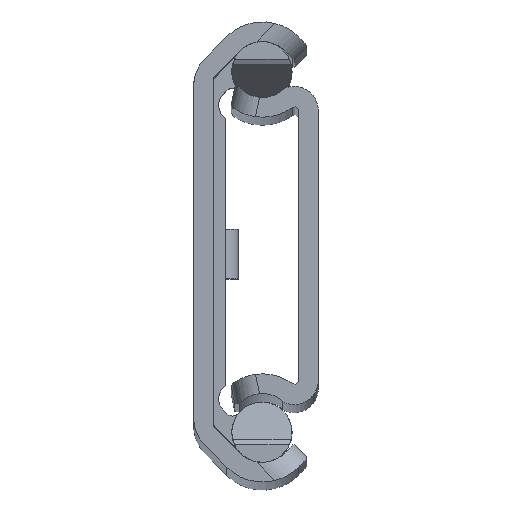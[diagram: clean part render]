
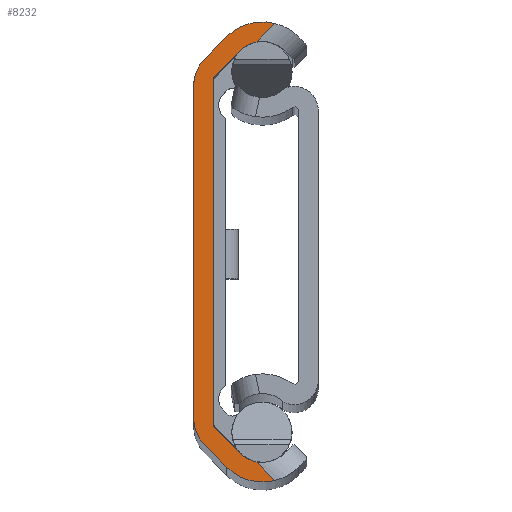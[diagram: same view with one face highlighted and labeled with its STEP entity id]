
A CAD part, top view. The second image highlights one B-rep face of the part: STEP entity #8232.
In plain terms, the highlighted planar face has unit normal (0, 0, 1).
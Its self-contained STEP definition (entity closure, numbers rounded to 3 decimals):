
#139 = DIRECTION ( 'NONE',  ( 0., 0., 1. ) ) ;
#230 = CARTESIAN_POINT ( 'NONE',  ( 3.75, -13.67, 0. ) ) ;
#234 = LINE ( 'NONE', #9920, #7785 ) ;
#378 = LINE ( 'NONE', #9370, #9693 ) ;
#409 = CARTESIAN_POINT ( 'NONE',  ( -0.621, -14.786, 0. ) ) ;
#422 = EDGE_CURVE ( 'NONE', #4301, #2147, #9307, .T. ) ;
#534 = DIRECTION ( 'NONE',  ( 0.707, 0.707, 0. ) ) ;
#684 = DIRECTION ( 'NONE',  ( 0.707, 0.707, 0. ) ) ;
#769 = ORIENTED_EDGE ( 'NONE', *, *, #7866, .T. ) ;
#845 = LINE ( 'NONE', #9715, #2396 ) ;
#1169 = EDGE_CURVE ( 'NONE', #3721, #10389, #845, .T. ) ;
#1383 = DIRECTION ( 'NONE',  ( 0., 0., 1. ) ) ;
#1505 = DIRECTION ( 'NONE',  ( 0.707, -0.707, 0. ) ) ;
#1521 = ORIENTED_EDGE ( 'NONE', *, *, #5836, .T. ) ;
#1624 = ORIENTED_EDGE ( 'NONE', *, *, #9948, .T. ) ;
#1671 = DIRECTION ( 'NONE',  ( 1., 0., 0. ) ) ;
#2029 = VECTOR ( 'NONE', #684, 1000. ) ;
#2062 = CARTESIAN_POINT ( 'NONE',  ( 3.75, 13.67, 0. ) ) ;
#2147 = VERTEX_POINT ( 'NONE', #7244 ) ;
#2268 = AXIS2_PLACEMENT_3D ( 'NONE', #6415, #1383, #3931 ) ;
#2281 = LINE ( 'NONE', #10579, #2029 ) ;
#2396 = VECTOR ( 'NONE', #1505, 1000. ) ;
#2415 = ORIENTED_EDGE ( 'NONE', *, *, #9217, .T. ) ;
#2436 = CARTESIAN_POINT ( 'NONE',  ( 1.006, 16.414, 0. ) ) ;
#2492 = CARTESIAN_POINT ( 'NONE',  ( 1.5, 12.665, 0. ) ) ;
#2535 = DIRECTION ( 'NONE',  ( -0.707, -0.707, 0. ) ) ;
#2583 = VECTOR ( 'NONE', #10261, 1000. ) ;
#2793 = DIRECTION ( 'NONE',  ( 1., 0., 0. ) ) ;
#2862 = VERTEX_POINT ( 'NONE', #8410 ) ;
#2985 = CARTESIAN_POINT ( 'NONE',  ( 2.067, -15.353, 0. ) ) ;
#3014 = EDGE_CURVE ( 'NONE', #4385, #3721, #7958, .T. ) ;
#3041 = CARTESIAN_POINT ( 'NONE',  ( -1.5, -12.665, 0. ) ) ;
#3129 = CIRCLE ( 'NONE', #4343, 3.88 ) ;
#3214 = CARTESIAN_POINT ( 'NONE',  ( 0., -13.286, 0. ) ) ;
#3222 = EDGE_CURVE ( 'NONE', #6358, #5865, #3129, .T. ) ;
#3450 = VECTOR ( 'NONE', #6088, 1000. ) ;
#3513 = DIRECTION ( 'NONE',  ( 0., 0., 1. ) ) ;
#3516 = ORIENTED_EDGE ( 'NONE', *, *, #422, .T. ) ;
#3667 = AXIS2_PLACEMENT_3D ( 'NONE', #2492, #139, #1671 ) ;
#3693 = LINE ( 'NONE', #2985, #2583 ) ;
#3710 = ORIENTED_EDGE ( 'NONE', *, *, #8602, .T. ) ;
#3721 = VERTEX_POINT ( 'NONE', #409 ) ;
#3749 = VECTOR ( 'NONE', #9296, 1000. ) ;
#3853 = AXIS2_PLACEMENT_3D ( 'NONE', #230, #6843, #2793 ) ;
#3854 = DIRECTION ( 'NONE',  ( 0., 0., -1. ) ) ;
#3867 = ORIENTED_EDGE ( 'NONE', *, *, #7014, .T. ) ;
#3914 = CARTESIAN_POINT ( 'NONE',  ( 2.067, 15.353, 0. ) ) ;
#3931 = DIRECTION ( 'NONE',  ( 1., 0., 0. ) ) ;
#4150 = CARTESIAN_POINT ( 'NONE',  ( 3.75, 13.67, 0. ) ) ;
#4301 = VERTEX_POINT ( 'NONE', #8546 ) ;
#4305 = LINE ( 'NONE', #10110, #3450 ) ;
#4329 = EDGE_CURVE ( 'NONE', #8510, #6358, #378, .T. ) ;
#4343 = AXIS2_PLACEMENT_3D ( 'NONE', #4150, #8939, #5931 ) ;
#4385 = VERTEX_POINT ( 'NONE', #3041 ) ;
#4435 = ORIENTED_EDGE ( 'NONE', *, *, #9794, .T. ) ;
#4450 = DIRECTION ( 'NONE',  ( 1., 0., 0. ) ) ;
#4561 = CARTESIAN_POINT ( 'NONE',  ( 3.75, -13.67, 0. ) ) ;
#4802 = EDGE_CURVE ( 'NONE', #10389, #5982, #9703, .T. ) ;
#4828 = CARTESIAN_POINT ( 'NONE',  ( 0., 13.286, 0. ) ) ;
#4842 = CIRCLE ( 'NONE', #5358, 2.38 ) ;
#4909 = ORIENTED_EDGE ( 'NONE', *, *, #3222, .T. ) ;
#5111 = VERTEX_POINT ( 'NONE', #3214 ) ;
#5311 = CARTESIAN_POINT ( 'NONE',  ( 2.067, -15.353, 0. ) ) ;
#5358 = AXIS2_PLACEMENT_3D ( 'NONE', #2062, #3854, #7855 ) ;
#5498 = VERTEX_POINT ( 'NONE', #4828 ) ;
#5503 = CARTESIAN_POINT ( 'NONE',  ( 4.687, 17.435, 0. ) ) ;
#5666 = CARTESIAN_POINT ( 'NONE',  ( -1.5, 0., 0. ) ) ;
#5713 = VECTOR ( 'NONE', #8952, 1000. ) ;
#5836 = EDGE_CURVE ( 'NONE', #2862, #7067, #9252, .T. ) ;
#5865 = VERTEX_POINT ( 'NONE', #2436 ) ;
#5931 = DIRECTION ( 'NONE',  ( 1., 0., 0. ) ) ;
#5982 = VERTEX_POINT ( 'NONE', #9236 ) ;
#6013 = CARTESIAN_POINT ( 'NONE',  ( -11.956, -0.792, 0. ) ) ;
#6040 = AXIS2_PLACEMENT_3D ( 'NONE', #8416, #3513, #10130 ) ;
#6088 = DIRECTION ( 'NONE',  ( 0., 1., 0. ) ) ;
#6358 = VERTEX_POINT ( 'NONE', #5503 ) ;
#6415 = CARTESIAN_POINT ( 'NONE',  ( 1.5, -12.665, 0. ) ) ;
#6568 = CARTESIAN_POINT ( 'NONE',  ( 1.006, -16.414, 0. ) ) ;
#6618 = ORIENTED_EDGE ( 'NONE', *, *, #1169, .T. ) ;
#6642 = ORIENTED_EDGE ( 'NONE', *, *, #4802, .T. ) ;
#6697 = VERTEX_POINT ( 'NONE', #3914 ) ;
#6771 = LINE ( 'NONE', #6013, #3749 ) ;
#6843 = DIRECTION ( 'NONE',  ( 0., 0., 1. ) ) ;
#7014 = EDGE_CURVE ( 'NONE', #5982, #2862, #6771, .T. ) ;
#7067 = VERTEX_POINT ( 'NONE', #5311 ) ;
#7244 = CARTESIAN_POINT ( 'NONE',  ( -1.5, 12.665, 0. ) ) ;
#7307 = EDGE_CURVE ( 'NONE', #5498, #6697, #2281, .T. ) ;
#7785 = VECTOR ( 'NONE', #2535, 1000. ) ;
#7851 = DIRECTION ( 'NONE',  ( 0., 0., -1. ) ) ;
#7855 = DIRECTION ( 'NONE',  ( 1., 0., 0. ) ) ;
#7866 = EDGE_CURVE ( 'NONE', #7067, #5111, #3693, .T. ) ;
#7958 = CIRCLE ( 'NONE', #2268, 3. ) ;
#8027 = ORIENTED_EDGE ( 'NONE', *, *, #7307, .T. ) ;
#8232 = ADVANCED_FACE ( 'NONE', ( #9979 ), #9881, .T. ) ;
#8353 = EDGE_LOOP ( 'NONE', ( #6642, #3867, #1521, #769, #3710, #8027, #2415, #9338, #4909, #1624, #3516, #4435, #10652, #6618 ) ) ;
#8410 = CARTESIAN_POINT ( 'NONE',  ( 3.248, -15.996, 0. ) ) ;
#8416 = CARTESIAN_POINT ( 'NONE',  ( 1.5, 12.665, 0. ) ) ;
#8510 = VERTEX_POINT ( 'NONE', #9157 ) ;
#8546 = CARTESIAN_POINT ( 'NONE',  ( -0.621, 14.786, 0. ) ) ;
#8602 = EDGE_CURVE ( 'NONE', #5111, #5498, #4305, .T. ) ;
#8939 = DIRECTION ( 'NONE',  ( 0., 0., 1. ) ) ;
#8952 = DIRECTION ( 'NONE',  ( 0., -1., 0. ) ) ;
#9011 = LINE ( 'NONE', #5666, #5713 ) ;
#9157 = CARTESIAN_POINT ( 'NONE',  ( 3.248, 15.996, 0. ) ) ;
#9217 = EDGE_CURVE ( 'NONE', #6697, #8510, #4842, .T. ) ;
#9236 = CARTESIAN_POINT ( 'NONE',  ( 4.687, -17.435, 0. ) ) ;
#9252 = CIRCLE ( 'NONE', #9425, 2.38 ) ;
#9296 = DIRECTION ( 'NONE',  ( -0.707, 0.707, 0. ) ) ;
#9307 = CIRCLE ( 'NONE', #6040, 3. ) ;
#9338 = ORIENTED_EDGE ( 'NONE', *, *, #4329, .T. ) ;
#9370 = CARTESIAN_POINT ( 'NONE',  ( 0.708, 13.456, 0. ) ) ;
#9425 = AXIS2_PLACEMENT_3D ( 'NONE', #4561, #7851, #4450 ) ;
#9693 = VECTOR ( 'NONE', #534, 1000. ) ;
#9703 = CIRCLE ( 'NONE', #3853, 3.88 ) ;
#9715 = CARTESIAN_POINT ( 'NONE',  ( -0.621, -14.786, 0. ) ) ;
#9794 = EDGE_CURVE ( 'NONE', #2147, #4385, #9011, .T. ) ;
#9881 = PLANE ( 'NONE',  #3667 ) ;
#9920 = CARTESIAN_POINT ( 'NONE',  ( -0.621, 14.786, 0. ) ) ;
#9948 = EDGE_CURVE ( 'NONE', #5865, #4301, #234, .T. ) ;
#9979 = FACE_OUTER_BOUND ( 'NONE', #8353, .T. ) ;
#10110 = CARTESIAN_POINT ( 'NONE',  ( 0., 13.286, 0. ) ) ;
#10130 = DIRECTION ( 'NONE',  ( 1., 0., 0. ) ) ;
#10261 = DIRECTION ( 'NONE',  ( -0.707, 0.707, 0. ) ) ;
#10389 = VERTEX_POINT ( 'NONE', #6568 ) ;
#10579 = CARTESIAN_POINT ( 'NONE',  ( 2.067, 15.353, 0. ) ) ;
#10652 = ORIENTED_EDGE ( 'NONE', *, *, #3014, .T. ) ;
